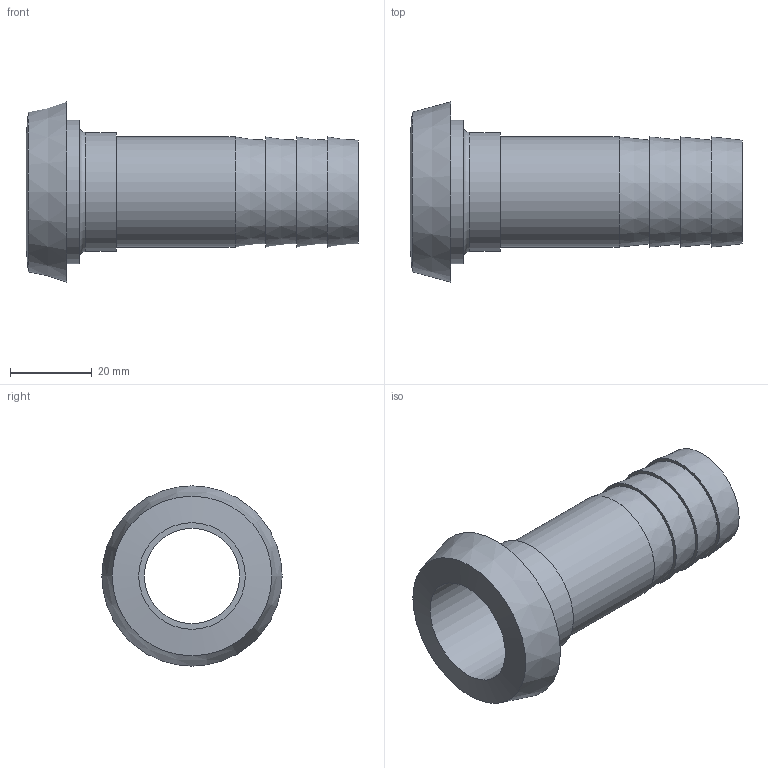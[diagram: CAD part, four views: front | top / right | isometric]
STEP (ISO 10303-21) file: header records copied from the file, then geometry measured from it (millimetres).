
FILE_DESCRIPTION(/* description */ (''),/* implementation_level */ '2;1');
FILE_NAME(/* name */ '26040025000.stp',/* time_stamp */ '2016-03-08T11:46:07+01:00',/* author */ ('Struska'),/* organization */ ('BUPOSPOL'),/* preprocessor_version */ 'ST-DEVELOPER v15.6',/* originating_system */ 'Autodesk Inventor 2015',/* authorisation */ '');
FILE_SCHEMA (('CONFIG_CONTROL_DESIGN'));
Length unit declared in the file: millimetre
Products named in the file (1): 26040025000
Bounding box: 81 x 44 x 44 mm (x, y, z)
Volume: 18017.5 mm3; surface area: 15379.1 mm2
Topology: 1 solids, 1 shells, 21 faces, 34 edges, 22 vertices
Faces by surface type: plane 9, cone 6, cylinder 5, torus 1
Full cylindrical faces by diameter (mm): 23.2 x1, 26 x1, 26.9 x1, 29 x1, 35 x1
Entity records: 473 total; most frequent: DIRECTION 86, CARTESIAN_POINT 64, AXIS2_PLACEMENT_3D 43, EDGE_LOOP 42, ORIENTED_EDGE 42, STYLED_ITEM 22, FACE_BOUND 21, FACE_OUTER_BOUND 21
